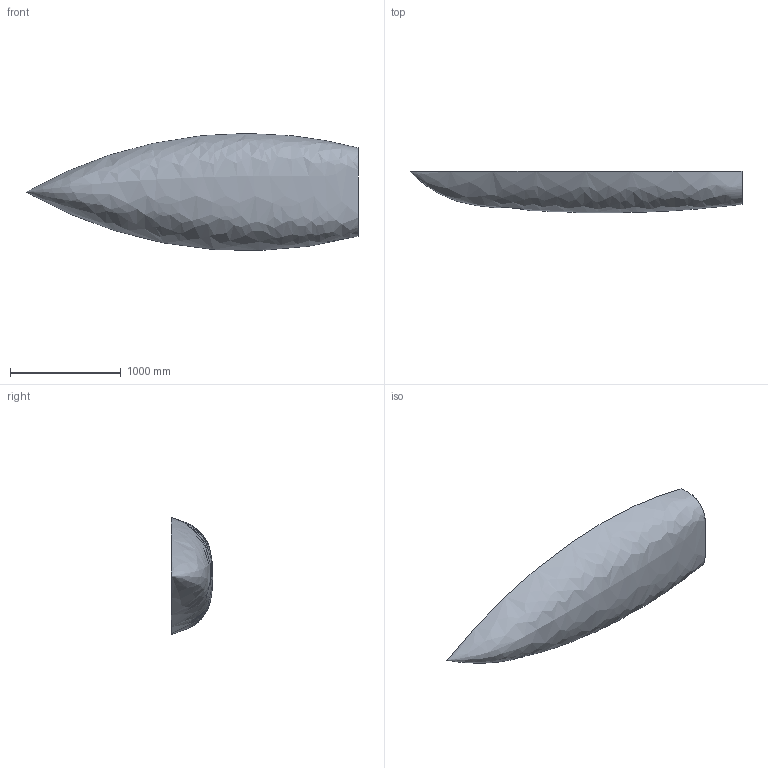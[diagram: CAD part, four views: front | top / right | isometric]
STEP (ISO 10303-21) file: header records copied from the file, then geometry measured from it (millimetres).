
FILE_DESCRIPTION(('SimFlow Model'),'2;1');
FILE_NAME('Boat.step','2020-10-30T15:23:06', ('Author'),(''),'Open CASCADE STEP processor 7.4','SimFlow','Unknown' );
FILE_SCHEMA(('AUTOMOTIVE_DESIGN { 1 0 10303 214 1 1 1 1 }'));
Length unit declared in the file: millimetre
Products named in the file (1): Scale
Bounding box: 3000 x 377.89 x 1057.88 mm (x, y, z)
Surface area: 6149457 mm2 (no closed solid volume)
Topology: 0 solids, 1 shells, 3 faces, 11 edges, 7 vertices
Faces by surface type: plane 2, bspline 1
Entity records: 548 total; most frequent: CARTESIAN_POINT 373, DIRECTION 21, ORIENTED_EDGE 16, PCURVE 16, DEFINITIONAL_REPRESENTATION 16, B_SPLINE_CURVE_WITH_KNOTS 13, EDGE_CURVE 10, SURFACE_CURVE 10
